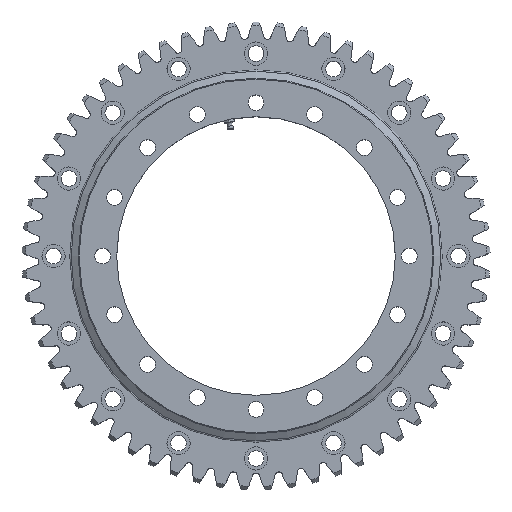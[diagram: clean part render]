
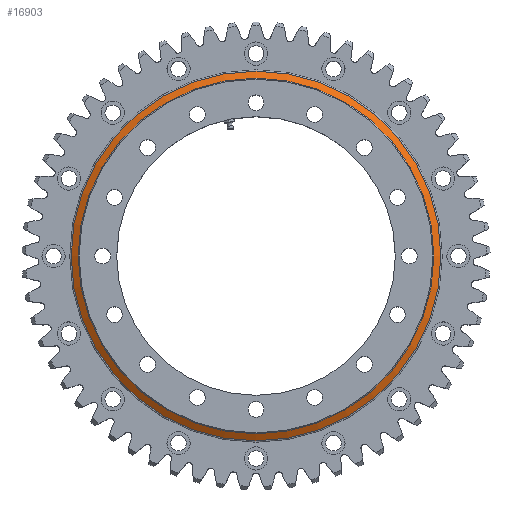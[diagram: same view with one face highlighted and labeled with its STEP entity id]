
A CAD part, top view. The second image highlights one B-rep face of the part: STEP entity #16903.
In plain terms, the highlighted conical face has half-angle 58.57 degrees and reference radius 191.5 mm.
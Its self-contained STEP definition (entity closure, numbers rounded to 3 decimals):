
#2700 = FACE_BOUND ( 'NONE', #27049, .T. ) ;
#3850 = CARTESIAN_POINT ( 'NONE',  ( 184.5, -2.61, 0. ) ) ;
#5988 = CARTESIAN_POINT ( 'NONE',  ( 184.5, 2., -191.5 ) ) ;
#6113 = CARTESIAN_POINT ( 'NONE',  ( 184.5, -2.61, -199.044 ) ) ;
#8747 = DIRECTION ( 'NONE',  ( 0., 0., -1. ) ) ;
#10485 = FACE_OUTER_BOUND ( 'NONE', #12407, .T. ) ;
#10585 = VERTEX_POINT ( 'NONE', #5988 ) ;
#12407 = EDGE_LOOP ( 'NONE', ( #29310 ) ) ;
#13342 = DIRECTION ( 'NONE',  ( 0., -1., 0. ) ) ;
#14131 = CIRCLE ( 'NONE', #30868, 191.5 ) ;
#15009 = VERTEX_POINT ( 'NONE', #6113 ) ;
#15912 = ORIENTED_EDGE ( 'NONE', *, *, #26413, .T. ) ;
#16072 = EDGE_CURVE ( 'NONE', #15009, #15009, #18736, .T. ) ;
#16903 = ADVANCED_FACE ( 'NONE', ( #10485, #2700 ), #25072, .T. ) ;
#18736 = CIRCLE ( 'NONE', #28664, 199.044 ) ;
#18928 = DIRECTION ( 'NONE',  ( 0., -1., 0. ) ) ;
#25072 = CONICAL_SURFACE ( 'NONE', #39043, 191.5, 1.022 ) ;
#25327 = DIRECTION ( 'NONE',  ( 0., 0., -1. ) ) ;
#25557 = DIRECTION ( 'NONE',  ( 0., 0., -1. ) ) ;
#26413 = EDGE_CURVE ( 'NONE', #10585, #10585, #14131, .T. ) ;
#27049 = EDGE_LOOP ( 'NONE', ( #15912 ) ) ;
#27212 = DIRECTION ( 'NONE',  ( 0., -1., 0. ) ) ;
#28664 = AXIS2_PLACEMENT_3D ( 'NONE', #3850, #13342, #25557 ) ;
#29310 = ORIENTED_EDGE ( 'NONE', *, *, #16072, .F. ) ;
#30868 = AXIS2_PLACEMENT_3D ( 'NONE', #34421, #18928, #25327 ) ;
#30881 = CARTESIAN_POINT ( 'NONE',  ( 184.5, 2., 0. ) ) ;
#34421 = CARTESIAN_POINT ( 'NONE',  ( 184.5, 2., 0. ) ) ;
#39043 = AXIS2_PLACEMENT_3D ( 'NONE', #30881, #27212, #8747 ) ;
